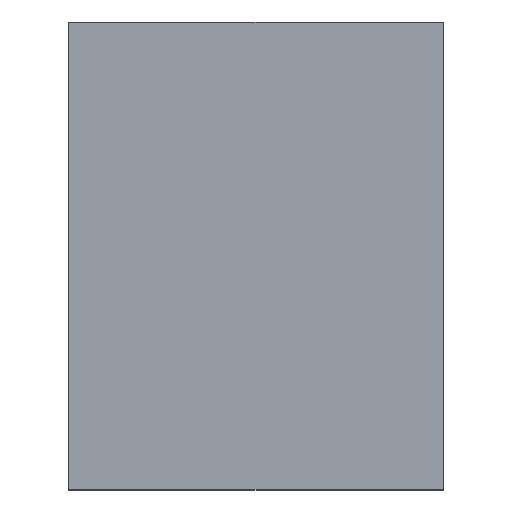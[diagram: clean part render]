
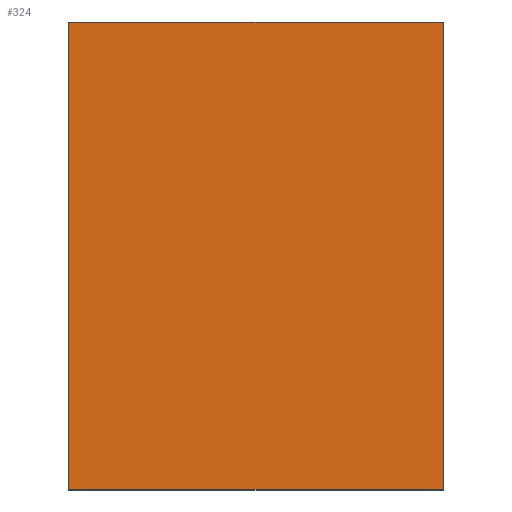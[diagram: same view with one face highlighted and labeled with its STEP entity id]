
A CAD part, top view. The second image highlights one B-rep face of the part: STEP entity #324.
In plain terms, the highlighted planar face has unit normal (0, 0, 1).
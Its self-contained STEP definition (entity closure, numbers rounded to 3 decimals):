
#32=PLANE('',#372);
#48=FACE_OUTER_BOUND('',#70,.T.);
#70=EDGE_LOOP('',(#281,#282,#283,#284));
#91=LINE('',#514,#121);
#99=LINE('',#530,#129);
#106=LINE('',#542,#136);
#108=LINE('',#545,#138);
#121=VECTOR('',#429,10.);
#129=VECTOR('',#439,10.);
#136=VECTOR('',#450,10.);
#138=VECTOR('',#454,10.);
#169=VERTEX_POINT('',#512);
#170=VERTEX_POINT('',#513);
#175=VERTEX_POINT('',#526);
#177=VERTEX_POINT('',#529);
#203=EDGE_CURVE('',#169,#170,#91,.T.);
#211=EDGE_CURVE('',#177,#175,#99,.T.);
#218=EDGE_CURVE('',#175,#170,#106,.T.);
#220=EDGE_CURVE('',#177,#169,#108,.T.);
#281=ORIENTED_EDGE('',*,*,#211,.T.);
#282=ORIENTED_EDGE('',*,*,#218,.T.);
#283=ORIENTED_EDGE('',*,*,#203,.F.);
#284=ORIENTED_EDGE('',*,*,#220,.F.);
#324=ADVANCED_FACE('',(#48),#32,.T.);
#372=AXIS2_PLACEMENT_3D('',#544,#452,#453);
#429=DIRECTION('',(0.,-1.,0.));
#439=DIRECTION('',(0.,-1.,0.));
#450=DIRECTION('',(1.,0.,0.));
#452=DIRECTION('center_axis',(0.,0.,1.));
#453=DIRECTION('ref_axis',(0.,-1.,0.));
#454=DIRECTION('',(1.,0.,0.));
#512=CARTESIAN_POINT('',(100.,125.,0.));
#513=CARTESIAN_POINT('',(100.,0.,0.));
#514=CARTESIAN_POINT('',(100.,125.,0.));
#526=CARTESIAN_POINT('',(0.,0.,0.));
#529=CARTESIAN_POINT('',(0.,125.,0.));
#530=CARTESIAN_POINT('',(0.,125.,0.));
#542=CARTESIAN_POINT('',(0.,0.,0.));
#544=CARTESIAN_POINT('Origin',(0.,2.,0.));
#545=CARTESIAN_POINT('',(0.,125.,0.));
